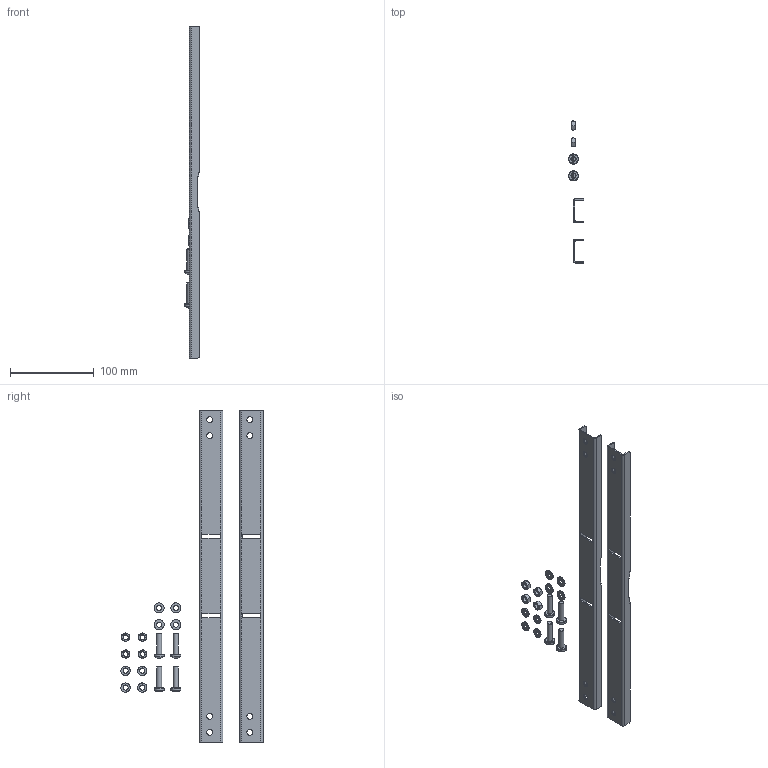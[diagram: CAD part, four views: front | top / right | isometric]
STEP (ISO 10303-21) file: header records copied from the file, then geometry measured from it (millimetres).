
FILE_DESCRIPTION(/* description */ (''),/* implementation_level */ '2;1');
FILE_NAME(/* name */ 'PS MH-040 Polysafe Masthalterung.stp',/* time_stamp */ '2021-07-01T07:06:48+02:00',/* author */ ('ahermoni'),/* organization */ ('Fa. Bopla'),/* preprocessor_version */ 'ST-DEVELOPER v17.2',/* originating_system */ 'Autodesk Inventor 2019',/* authorisation */ '');
FILE_SCHEMA (('AUTOMOTIVE_DESIGN { 1 0 10303 214 3 1 1 }'));
Length unit declared in the file: millimetre
Products named in the file (6): Bauteil1; Bauteil1_1; Bauteil 1; Bauteil 1_1; Bauteil 1_2; Bauteil 1_3
Assembly tree (18 placements, depth 2):
  Bauteil1
    Bauteil1_1  x2
    Bauteil 1  x4
    Bauteil 1_1  x4
    Bauteil 1_2  x4
    Bauteil 1_3  x4
Bounding box: 18 x 169.5 x 396 mm (x, y, z)
Volume: 60820.8 mm3; surface area: 84936 mm2
Topology: 18 solids, 26 shells, 292 faces, 824 edges, 572 vertices
Faces by surface type: plane 200, cylinder 76, cone 8, torus 4, bspline 4
Full cylindrical faces by diameter (mm): 5.5 x8, 6 x16, 7 x8, 11 x4, 12 x8
Entity records: 3733 total; most frequent: CARTESIAN_POINT 747, DIRECTION 591, ORIENTED_EDGE 564, EDGE_CURVE 286, AXIS2_PLACEMENT_3D 206, VERTEX_POINT 197, LINE 179, VECTOR 179
